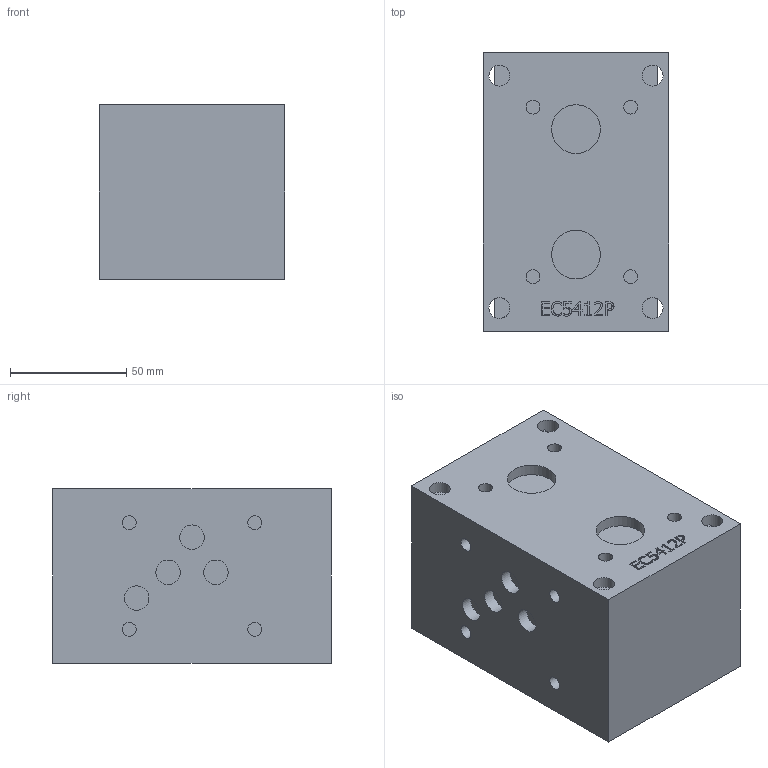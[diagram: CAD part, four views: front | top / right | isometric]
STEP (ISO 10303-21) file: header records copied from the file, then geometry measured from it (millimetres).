
FILE_DESCRIPTION(/* description */ (''),/* implementation_level */ '2;1');
FILE_NAME(/* name */ 'ec5412p.stp',/* time_stamp */ '2016-05-10T15:51:05+02:00',/* author */ ('Lemoine2'),/* organization */ (''),/* preprocessor_version */ 'ST-DEVELOPER v16.1',/* originating_system */ 'Autodesk Inventor 2016',/* authorisation */ '');
FILE_SCHEMA (('AUTOMOTIVE_DESIGN { 1 0 10303 214 3 1 1 }'));
Length unit declared in the file: millimetre
Products named in the file (1): ec5412p
Bounding box: 80 x 120 x 75 mm (x, y, z)
Volume: 687583.6 mm3; surface area: 60655.4 mm2
Topology: 1 solids, 1 shells, 229 faces, 583 edges, 394 vertices
Faces by surface type: plane 136, bspline 63, cylinder 28, cone 2
Full cylindrical faces by diameter (mm): 6 x8, 9 x4, 10.5 x4, 19 x2, 20.955 x6, 29 x2, 29.5 x2
Entity records: 6898 total; most frequent: CARTESIAN_POINT 1946, ORIENTED_EDGE 1054, DIRECTION 799, EDGE_CURVE 527, VERTEX_POINT 370, LINE 337, VECTOR 337, EDGE_LOOP 307
